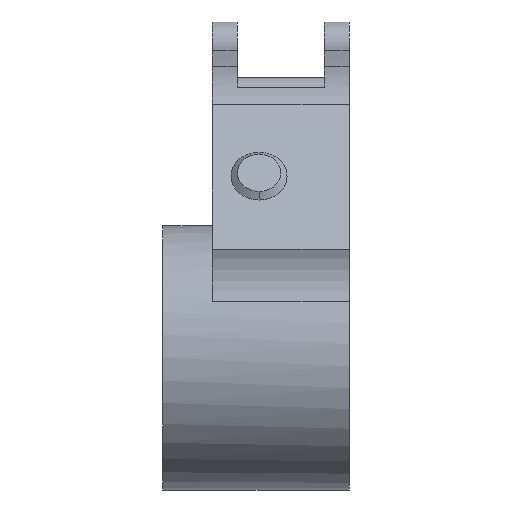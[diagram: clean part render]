
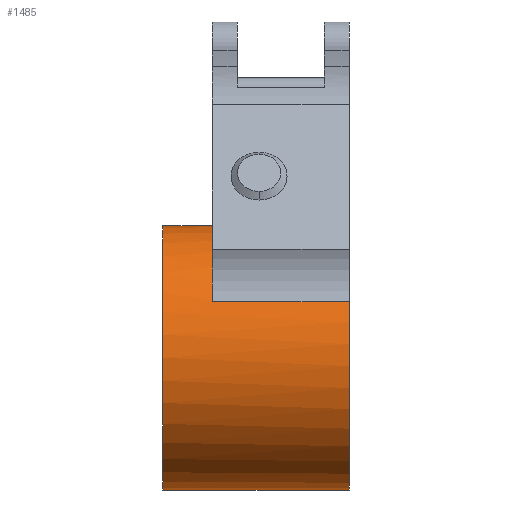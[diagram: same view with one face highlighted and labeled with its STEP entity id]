
A CAD part, left-side view. The second image highlights one B-rep face of the part: STEP entity #1485.
In plain terms, the highlighted cylindrical face has radius 21.25 mm (diameter 42.5 mm), a partial arc.
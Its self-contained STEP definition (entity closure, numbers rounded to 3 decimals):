
#32 = DIRECTION ( 'NONE',  ( 0., -1., 0. ) ) ;
#141 = EDGE_CURVE ( 'NONE', #1793, #2126, #1540, .T. ) ;
#173 = ORIENTED_EDGE ( 'NONE', *, *, #141, .T. ) ;
#218 = ORIENTED_EDGE ( 'NONE', *, *, #904, .T. ) ;
#243 = DIRECTION ( 'NONE',  ( 0., 1., 0. ) ) ;
#354 = DIRECTION ( 'NONE',  ( 0., -1., 0. ) ) ;
#546 = EDGE_CURVE ( 'NONE', #1365, #2010, #1852, .T. ) ;
#658 = DIRECTION ( 'NONE',  ( 0., 1., 0. ) ) ;
#673 = CIRCLE ( 'NONE', #1901, 21.25 ) ;
#678 = DIRECTION ( 'NONE',  ( 0., 0., 1. ) ) ;
#781 = CARTESIAN_POINT ( 'NONE',  ( 0., 5., 21.25 ) ) ;
#844 = CARTESIAN_POINT ( 'NONE',  ( 0., -3., 0. ) ) ;
#904 = EDGE_CURVE ( 'NONE', #2048, #2072, #1011, .T. ) ;
#950 = DIRECTION ( 'NONE',  ( 0., -1., 0. ) ) ;
#974 = CARTESIAN_POINT ( 'NONE',  ( 0., 5., 21.25 ) ) ;
#1011 = LINE ( 'NONE', #1932, #1549 ) ;
#1050 = AXIS2_PLACEMENT_3D ( 'NONE', #1924, #243, #1075 ) ;
#1069 = EDGE_CURVE ( 'NONE', #1793, #1365, #1656, .T. ) ;
#1075 = DIRECTION ( 'NONE',  ( 0., 0., 1. ) ) ;
#1092 = CARTESIAN_POINT ( 'NONE',  ( -19.224, -3., 9.056 ) ) ;
#1120 = DIRECTION ( 'NONE',  ( 0., 1., 0. ) ) ;
#1201 = EDGE_LOOP ( 'NONE', ( #1387, #1742, #173, #2146, #218, #1407 ) ) ;
#1213 = CARTESIAN_POINT ( 'NONE',  ( 0., 5., -21.25 ) ) ;
#1281 = VECTOR ( 'NONE', #1477, 1000. ) ;
#1291 = CARTESIAN_POINT ( 'NONE',  ( 0., 5., 0. ) ) ;
#1296 = FACE_OUTER_BOUND ( 'NONE', #1201, .T. ) ;
#1319 = CIRCLE ( 'NONE', #1978, 21.25 ) ;
#1365 = VERTEX_POINT ( 'NONE', #781 ) ;
#1387 = ORIENTED_EDGE ( 'NONE', *, *, #546, .F. ) ;
#1395 = EDGE_CURVE ( 'NONE', #2126, #2048, #673, .T. ) ;
#1407 = ORIENTED_EDGE ( 'NONE', *, *, #1926, .F. ) ;
#1466 = VECTOR ( 'NONE', #32, 1000. ) ;
#1477 = DIRECTION ( 'NONE',  ( 0., -1., 0. ) ) ;
#1485 = ADVANCED_FACE ( 'NONE', ( #1296 ), #1707, .T. ) ;
#1540 = LINE ( 'NONE', #1213, #1466 ) ;
#1549 = VECTOR ( 'NONE', #1120, 1000. ) ;
#1644 = CARTESIAN_POINT ( 'NONE',  ( 0., -25., 0. ) ) ;
#1650 = AXIS2_PLACEMENT_3D ( 'NONE', #1291, #950, #1766 ) ;
#1656 = CIRCLE ( 'NONE', #1050, 21.25 ) ;
#1666 = CARTESIAN_POINT ( 'NONE',  ( 0., 5., -21.25 ) ) ;
#1707 = CYLINDRICAL_SURFACE ( 'NONE', #1650, 21.25 ) ;
#1742 = ORIENTED_EDGE ( 'NONE', *, *, #1069, .F. ) ;
#1766 = DIRECTION ( 'NONE',  ( 0., 0., -1. ) ) ;
#1792 = CARTESIAN_POINT ( 'NONE',  ( 0., -3., 21.25 ) ) ;
#1793 = VERTEX_POINT ( 'NONE', #1666 ) ;
#1852 = LINE ( 'NONE', #974, #1281 ) ;
#1901 = AXIS2_PLACEMENT_3D ( 'NONE', #1644, #658, #1987 ) ;
#1915 = CARTESIAN_POINT ( 'NONE',  ( -19.224, -25., 9.056 ) ) ;
#1924 = CARTESIAN_POINT ( 'NONE',  ( 0., 5., 0. ) ) ;
#1926 = EDGE_CURVE ( 'NONE', #2010, #2072, #1319, .T. ) ;
#1932 = CARTESIAN_POINT ( 'NONE',  ( -19.224, 5., 9.056 ) ) ;
#1978 = AXIS2_PLACEMENT_3D ( 'NONE', #844, #354, #678 ) ;
#1987 = DIRECTION ( 'NONE',  ( 0., 0., 1. ) ) ;
#1998 = CARTESIAN_POINT ( 'NONE',  ( 0., -25., -21.25 ) ) ;
#2010 = VERTEX_POINT ( 'NONE', #1792 ) ;
#2048 = VERTEX_POINT ( 'NONE', #1915 ) ;
#2072 = VERTEX_POINT ( 'NONE', #1092 ) ;
#2126 = VERTEX_POINT ( 'NONE', #1998 ) ;
#2146 = ORIENTED_EDGE ( 'NONE', *, *, #1395, .T. ) ;
